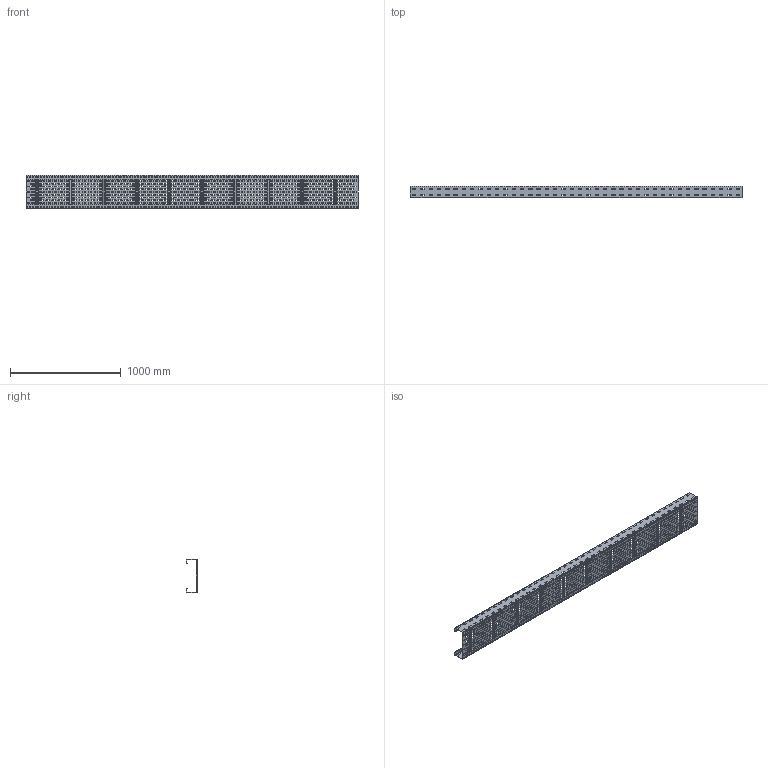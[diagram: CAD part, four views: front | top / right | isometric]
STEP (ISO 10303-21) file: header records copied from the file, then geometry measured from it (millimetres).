
FILE_DESCRIPTION((''),'2;1');
FILE_NAME('220130_ASM','2018-11-28T19:09:10',('tomasz.grudniewski'),(''),'CREO PARAMETRIC BY PTC INC, 2018260','CREO PARAMETRIC BY PTC INC, 2018260','');
FILE_SCHEMA(('CONFIG_CONTROL_DESIGN'));
Products named in the file (3): KSC_DSC_H100_3000_PRT; PASZCZ_300_30000_PRT; 220130_ASM
Assembly tree (3 placements, depth 2):
  220130_ASM
    KSC_DSC_H100_3000_PRT  x2
    PASZCZ_300_30000_PRT
Bounding box: 3000 x 100 x 300 mm (x, y, z)
Volume: 2882589.5 mm3; surface area: 3637688.9 mm2
Topology: 3 solids, 3 shells, 5570 faces, 16244 edges, 10680 vertices
Faces by surface type: plane 3386, cylinder 2184
Entity records: 148552 total; most frequent: CARTESIAN_POINT 25658, ORIENTED_EDGE 25648, DIRECTION 25392, EDGE_CURVE 12824, VECTOR 9108, LINE 9108, VERTEX_POINT 8408, AXIS2_PLACEMENT_3D 8142
